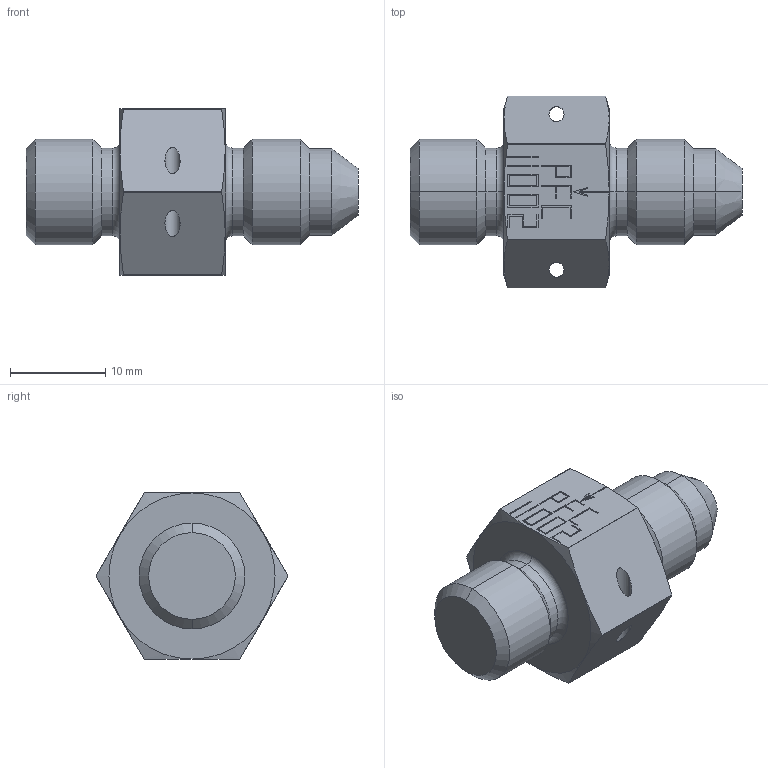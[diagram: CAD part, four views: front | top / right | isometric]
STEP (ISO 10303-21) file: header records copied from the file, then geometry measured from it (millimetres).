
FILE_DESCRIPTION (( 'STEP AP203' ), '1' );
FILE_NAME ('11002000 Whole.STEP', '2015-01-28T21:36:07', ( '' ), ( '' ), 'SwSTEP 2.0', 'SolidWorks 2014', '' );
FILE_SCHEMA (( 'CONFIG_CONTROL_DESIGN' ));
Length unit declared in the file: inch
Products named in the file (1): 11002000 Whole
Bounding box: 34.9 x 20.16 x 17.48 mm (x, y, z)
Volume: 4805.1 mm3; surface area: 1995.4 mm2
Topology: 1 solids, 1 shells, 133 faces, 331 edges, 214 vertices
Faces by surface type: plane 95, cylinder 20, cone 14, torus 4
Entity records: 4044 total; most frequent: CARTESIAN_POINT 799, ORIENTED_EDGE 662, DIRECTION 623, EDGE_CURVE 331, LINE 259, VECTOR 259, VERTEX_POINT 214, AXIS2_PLACEMENT_3D 182
